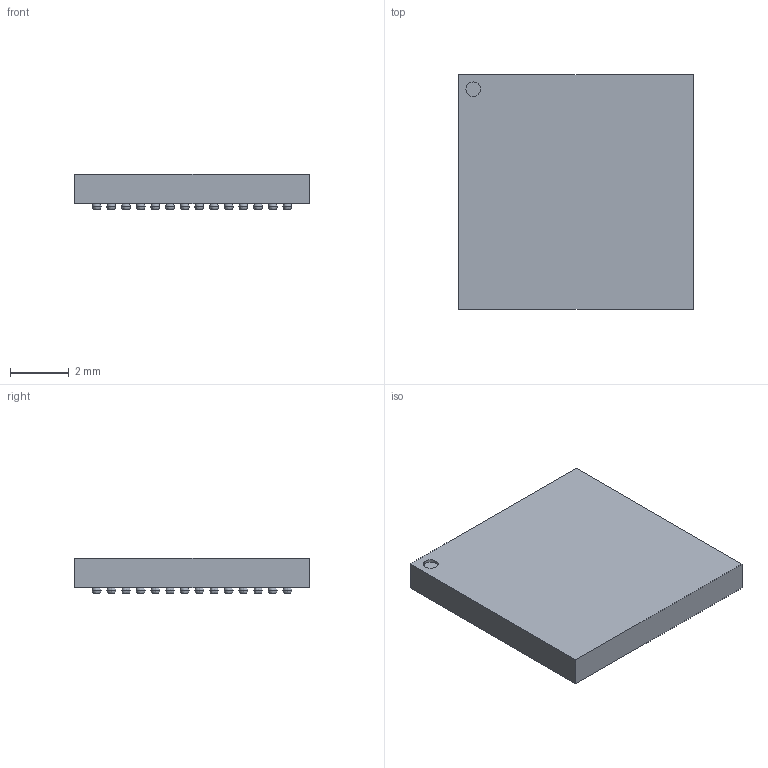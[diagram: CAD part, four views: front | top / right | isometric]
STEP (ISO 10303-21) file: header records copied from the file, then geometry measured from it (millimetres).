
FILE_DESCRIPTION((''),'2;1');
FILE_NAME('BGA196C50P14X14_800X800X110.stp','2013-10-10T11:31:57',(''),(''),'Mechanical Desktop 2011','Mechanical Desktop 2011',', , ');
FILE_SCHEMA(('AUTOMOTIVE_DESIGN { 1 2 10303 214 1 1 1 1 }'));
Length unit declared in the file: millimetre
Products named in the file (1): Product
Bounding box: 8 x 8 x 1.2 mm (x, y, z)
Volume: 66.3 mm3; surface area: 212.5 mm2
Topology: 197 solids, 197 shells, 793 faces, 1590 edges, 804 vertices
Faces by surface type: plane 399, sphere 392, cylinder 2
Entity records: 15809 total; most frequent: DIRECTION 3182, CARTESIAN_POINT 2400, ORIENTED_EDGE 1604, AXIS2_PLACEMENT_3D 1582, EDGE_LOOP 1186, EDGE_CURVE 802, VERTEX_POINT 796, FACE_OUTER_BOUND 793
